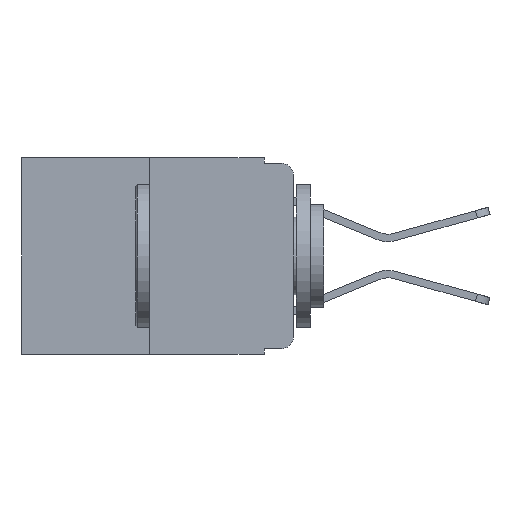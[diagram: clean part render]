
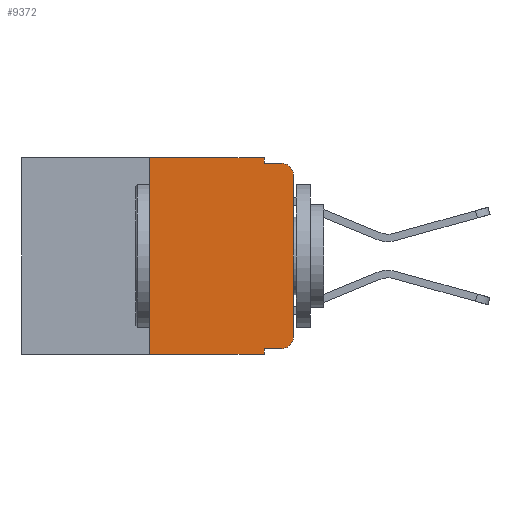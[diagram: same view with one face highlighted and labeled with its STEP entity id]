
A CAD part, left-side view. The second image highlights one B-rep face of the part: STEP entity #9372.
In plain terms, the highlighted planar face has unit normal (-1, 0, 0).
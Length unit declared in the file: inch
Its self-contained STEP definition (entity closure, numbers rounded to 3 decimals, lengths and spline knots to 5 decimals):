
#233 = LINE ( 'NONE', #12443, #5824 ) ;
#671 = LINE ( 'NONE', #12770, #10751 ) ;
#862 = CARTESIAN_POINT ( 'NONE',  ( 0., 0.051, -0.333 ) ) ;
#943 = LINE ( 'NONE', #8914, #11221 ) ;
#1021 = DIRECTION ( 'NONE',  ( 0., -1., 0. ) ) ;
#1308 = ORIENTED_EDGE ( 'NONE', *, *, #5387, .F. ) ;
#1506 = ORIENTED_EDGE ( 'NONE', *, *, #8587, .T. ) ;
#1769 = PLANE ( 'NONE',  #8709 ) ;
#1800 = DIRECTION ( 'NONE',  ( -1., 0., 0. ) ) ;
#1824 = VERTEX_POINT ( 'NONE', #1872 ) ;
#1872 = CARTESIAN_POINT ( 'NONE',  ( 0., 0.051, -0.333 ) ) ;
#2035 = VERTEX_POINT ( 'NONE', #7700 ) ;
#2411 = VERTEX_POINT ( 'NONE', #4552 ) ;
#2467 = ORIENTED_EDGE ( 'NONE', *, *, #10164, .T. ) ;
#2784 = EDGE_LOOP ( 'NONE', ( #1506, #7727, #10405, #6374, #3979, #1308, #2467, #5924, #8739, #9305 ) ) ;
#2944 = DIRECTION ( 'NONE',  ( 0., 0., -1. ) ) ;
#3243 = CARTESIAN_POINT ( 'NONE',  ( 0., 0.051, 0. ) ) ;
#3272 = EDGE_CURVE ( 'NONE', #6451, #2035, #6150, .T. ) ;
#3519 = FACE_OUTER_BOUND ( 'NONE', #2784, .T. ) ;
#3759 = CARTESIAN_POINT ( 'NONE',  ( 0., 0., 0. ) ) ;
#3926 = LINE ( 'NONE', #11719, #8831 ) ;
#3974 = EDGE_CURVE ( 'NONE', #1824, #6451, #4460, .T. ) ;
#3979 = ORIENTED_EDGE ( 'NONE', *, *, #7275, .F. ) ;
#4180 = DIRECTION ( 'NONE',  ( 0., 0., -1. ) ) ;
#4265 = VERTEX_POINT ( 'NONE', #6661 ) ;
#4460 = LINE ( 'NONE', #862, #11618 ) ;
#4552 = CARTESIAN_POINT ( 'NONE',  ( 0., 0.051, -0.01 ) ) ;
#4700 = EDGE_CURVE ( 'NONE', #1824, #12547, #3926, .T. ) ;
#4734 = CARTESIAN_POINT ( 'NONE',  ( 0., 0.02, -0.333 ) ) ;
#5118 = DIRECTION ( 'NONE',  ( 0., -1., 0. ) ) ;
#5171 = VECTOR ( 'NONE', #10642, 39.37008 ) ;
#5221 = AXIS2_PLACEMENT_3D ( 'NONE', #10286, #10275, #12822 ) ;
#5387 = EDGE_CURVE ( 'NONE', #4265, #5580, #671, .T. ) ;
#5580 = VERTEX_POINT ( 'NONE', #6677 ) ;
#5824 = VECTOR ( 'NONE', #10709, 39.37008 ) ;
#5924 = ORIENTED_EDGE ( 'NONE', *, *, #4700, .F. ) ;
#6150 = CIRCLE ( 'NONE', #5221, 0.02 ) ;
#6202 = CARTESIAN_POINT ( 'NONE',  ( 0., 0.051, -0.01 ) ) ;
#6374 = ORIENTED_EDGE ( 'NONE', *, *, #6706, .F. ) ;
#6451 = VERTEX_POINT ( 'NONE', #4734 ) ;
#6661 = CARTESIAN_POINT ( 'NONE',  ( 0., 0.25, -0.343 ) ) ;
#6677 = CARTESIAN_POINT ( 'NONE',  ( 0., 0.25, 0. ) ) ;
#6706 = EDGE_CURVE ( 'NONE', #11485, #2411, #7795, .T. ) ;
#7275 = EDGE_CURVE ( 'NONE', #5580, #11485, #233, .T. ) ;
#7348 = EDGE_CURVE ( 'NONE', #2411, #9375, #8071, .T. ) ;
#7384 = AXIS2_PLACEMENT_3D ( 'NONE', #7997, #1800, #8911 ) ;
#7700 = CARTESIAN_POINT ( 'NONE',  ( 0., 0., -0.313 ) ) ;
#7727 = ORIENTED_EDGE ( 'NONE', *, *, #7969, .T. ) ;
#7795 = LINE ( 'NONE', #9008, #10189 ) ;
#7969 = EDGE_CURVE ( 'NONE', #9085, #9375, #10168, .T. ) ;
#7997 = CARTESIAN_POINT ( 'NONE',  ( 0., 0.02, -0.03 ) ) ;
#8071 = LINE ( 'NONE', #6202, #10177 ) ;
#8587 = EDGE_CURVE ( 'NONE', #2035, #9085, #10156, .T. ) ;
#8709 = AXIS2_PLACEMENT_3D ( 'NONE', #10627, #8890, #2944 ) ;
#8739 = ORIENTED_EDGE ( 'NONE', *, *, #3974, .T. ) ;
#8831 = VECTOR ( 'NONE', #12617, 39.37008 ) ;
#8890 = DIRECTION ( 'NONE',  ( 1., 0., 0. ) ) ;
#8911 = DIRECTION ( 'NONE',  ( 0., 0., -1. ) ) ;
#8914 = CARTESIAN_POINT ( 'NONE',  ( 0., 0.473, -0.343 ) ) ;
#9008 = CARTESIAN_POINT ( 'NONE',  ( 0., 0.051, 0. ) ) ;
#9085 = VERTEX_POINT ( 'NONE', #11212 ) ;
#9305 = ORIENTED_EDGE ( 'NONE', *, *, #3272, .T. ) ;
#9372 = ADVANCED_FACE ( 'NONE', ( #3519 ), #1769, .F. ) ;
#9375 = VERTEX_POINT ( 'NONE', #11511 ) ;
#9680 = CARTESIAN_POINT ( 'NONE',  ( 0., 0.051, -0.343 ) ) ;
#10156 = LINE ( 'NONE', #3759, #5171 ) ;
#10164 = EDGE_CURVE ( 'NONE', #4265, #12547, #943, .T. ) ;
#10168 = CIRCLE ( 'NONE', #7384, 0.02 ) ;
#10177 = VECTOR ( 'NONE', #10819, 39.37008 ) ;
#10189 = VECTOR ( 'NONE', #4180, 39.37008 ) ;
#10275 = DIRECTION ( 'NONE',  ( -1., 0., 0. ) ) ;
#10286 = CARTESIAN_POINT ( 'NONE',  ( 0., 0.02, -0.313 ) ) ;
#10405 = ORIENTED_EDGE ( 'NONE', *, *, #7348, .F. ) ;
#10627 = CARTESIAN_POINT ( 'NONE',  ( 0., 0.473, 0. ) ) ;
#10642 = DIRECTION ( 'NONE',  ( 0., 0., 1. ) ) ;
#10709 = DIRECTION ( 'NONE',  ( 0., -1., 0. ) ) ;
#10751 = VECTOR ( 'NONE', #11866, 39.37008 ) ;
#10819 = DIRECTION ( 'NONE',  ( 0., -1., 0. ) ) ;
#11212 = CARTESIAN_POINT ( 'NONE',  ( 0., 0., -0.03 ) ) ;
#11221 = VECTOR ( 'NONE', #5118, 39.37008 ) ;
#11485 = VERTEX_POINT ( 'NONE', #3243 ) ;
#11511 = CARTESIAN_POINT ( 'NONE',  ( 0., 0.02, -0.01 ) ) ;
#11618 = VECTOR ( 'NONE', #1021, 39.37008 ) ;
#11719 = CARTESIAN_POINT ( 'NONE',  ( 0., 0.051, 0. ) ) ;
#11866 = DIRECTION ( 'NONE',  ( 0., 0., 1. ) ) ;
#12443 = CARTESIAN_POINT ( 'NONE',  ( 0., 0.473, 0. ) ) ;
#12547 = VERTEX_POINT ( 'NONE', #9680 ) ;
#12617 = DIRECTION ( 'NONE',  ( 0., 0., -1. ) ) ;
#12770 = CARTESIAN_POINT ( 'NONE',  ( 0., 0.25, 0. ) ) ;
#12822 = DIRECTION ( 'NONE',  ( 0., 0., -1. ) ) ;
